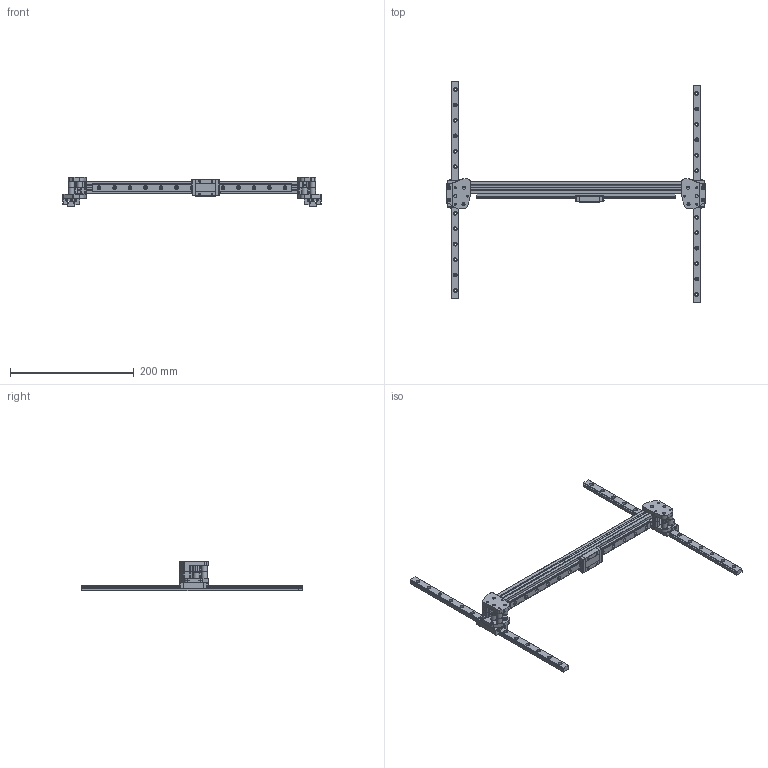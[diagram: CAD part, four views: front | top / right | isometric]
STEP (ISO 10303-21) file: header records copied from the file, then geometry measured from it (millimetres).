
FILE_DESCRIPTION(/* description */ ('STEP AP242','CAx-IF Rec.Pracs.---Representation and Presentation of Product Manufacturing Information (PMI)---4.0---2014-10-13','CAx-IF Rec.Pracs.---3D Tessellated Geometry---0.4---2014-09-14','2;1'),/* implementation_level */ '2;1');
FILE_NAME(/* name */ '67e6d243fbac3b084be605bc',/* time_stamp */ '2025-03-28T16:45:56Z',/* author */ (''),/* organization */ (''),/* preprocessor_version */ 'ST-DEVELOPER v20',/* originating_system */ 'ONSHAPE BY PTC INC, 1.195',/* authorisation */ ' ');
FILE_SCHEMA (('AP242_MANAGED_MODEL_BASED_3D_ENGINEERING_MIM_LF { 1 0 10303 442 1 1 4 }'));
Length unit declared in the file: metre
Products named in the file (12): X axis; Left X joint bottom; Right X joint bottom; Left X joint top; Right X joint top; 2020 extrusion 370mm; 320mm linear rail <1>; MGN12 320mm Rail; MGN12H Carriage; 350mm linear rail <1>; MGN12 350mm Rail; 350mm linear rail <2>
Assembly tree (14 placements, depth 3):
  X axis
    Left X joint bottom
    Right X joint bottom
    Left X joint top
    Right X joint top
    2020 extrusion 370mm
    320mm linear rail <1>
      MGN12 320mm Rail
      MGN12H Carriage
    350mm linear rail <1>
      MGN12 350mm Rail
      MGN12H Carriage
    350mm linear rail <2>
      MGN12H Carriage
      MGN12 350mm Rail
Bounding box: 417 x 356.44 x 47.14 mm (x, y, z)
Volume: 228468.6 mm3; surface area: 148925.1 mm2
Topology: 11 solids, 17 shells, 1044 faces, 2736 edges, 1827 vertices
Faces by surface type: plane 645, cylinder 357, cone 42
Full cylindrical faces by diameter (mm): 2.3 x6, 2.5 x18, 3 x20, 3.5 x53, 4.2 x1, 5 x8, 5.2 x10, 6 x49, 7 x4, 9 x12
Entity records: 19363 total; most frequent: CARTESIAN_POINT 3269, DIRECTION 3252, ORIENTED_EDGE 2924, EDGE_CURVE 1462, AXIS2_PLACEMENT_3D 1191, VERTEX_POINT 1064, FACE_BOUND 958, EDGE_LOOP 954
